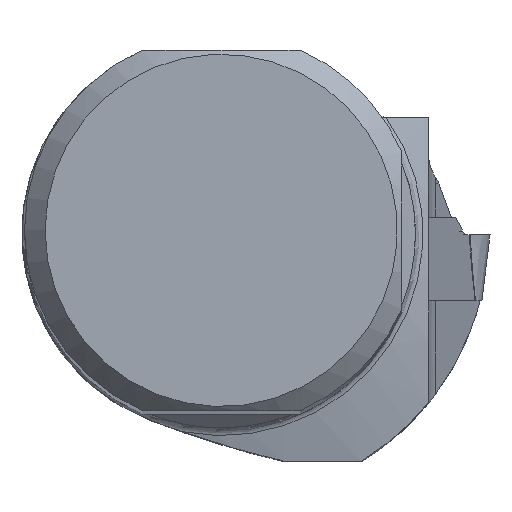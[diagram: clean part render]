
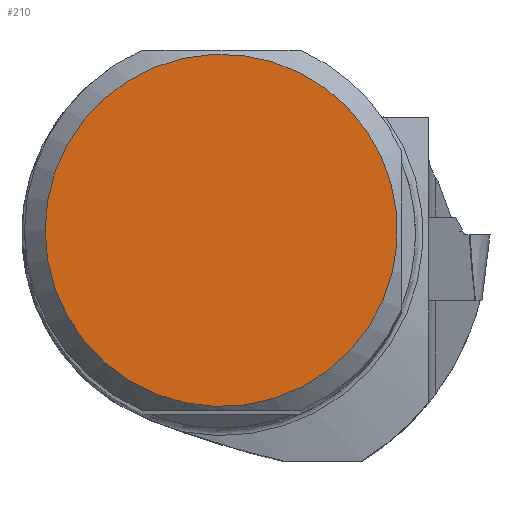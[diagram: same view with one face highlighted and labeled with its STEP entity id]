
A CAD part, top view. The second image highlights one B-rep face of the part: STEP entity #210.
In plain terms, the highlighted planar face has unit normal (0, 0, 1).
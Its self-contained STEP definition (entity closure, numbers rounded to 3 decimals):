
#153=CIRCLE('',#1756,17.05);
#210=ADVANCED_FACE('TB_BL_N10_SU6',(#333),#284,.T.);
#284=PLANE('',#1758);
#333=FACE_OUTER_BOUND('',#416,.T.);
#416=EDGE_LOOP('',(#728));
#728=ORIENTED_EDGE('',*,*,#1301,.T.);
#1115=VERTEX_POINT('',#2566);
#1301=EDGE_CURVE('',#1115,#1115,#153,.T.);
#1756=AXIS2_PLACEMENT_3D('',#2565,#2012,#2013);
#1758=AXIS2_PLACEMENT_3D('',#2568,#2016,#2017);
#2012=DIRECTION('',(0.,0.,1.));
#2013=DIRECTION('',(-1.,0.,0.));
#2016=DIRECTION('',(0.,0.,1.));
#2017=DIRECTION('',(-1.,0.,0.));
#2565=CARTESIAN_POINT('',(0.,0.,0.));
#2566=CARTESIAN_POINT('',(-17.05,0.,0.));
#2568=CARTESIAN_POINT('',(0.,0.,0.));
